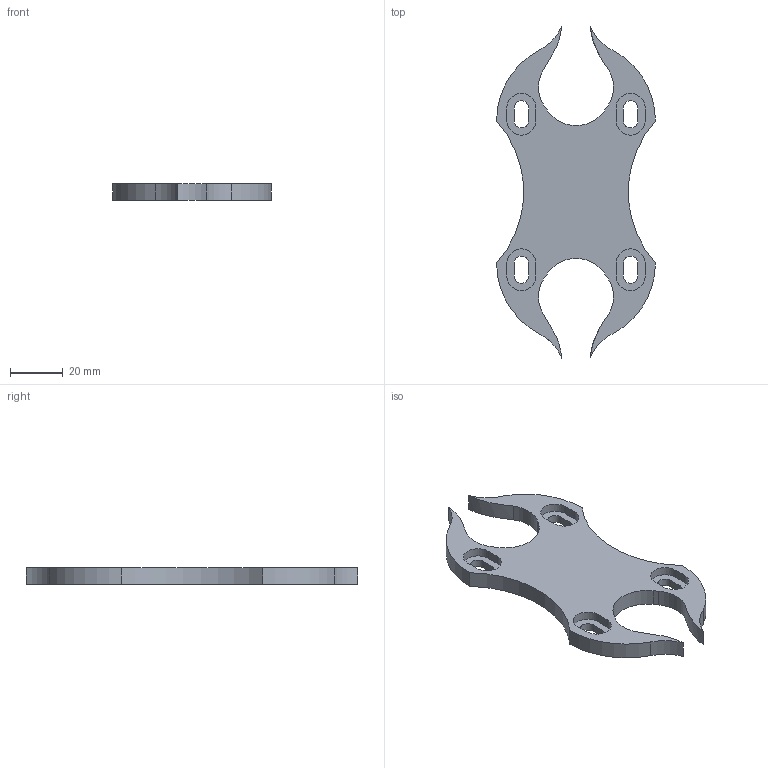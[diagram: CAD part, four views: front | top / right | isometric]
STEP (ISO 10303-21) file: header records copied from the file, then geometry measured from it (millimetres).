
FILE_DESCRIPTION(/* description */ (''),/* implementation_level */ '2;1');
FILE_NAME(/* name */ 'X-Brace_New_V2.step',/* time_stamp */ '2018-06-11T16:59:33-04:00',/* author */ (''),/* organization */ (''),/* preprocessor_version */ 'ST-DEVELOPER v17',/* originating_system */ 'Autodesk Translation Framework v7.1.0.215',/* authorisation */ '');
FILE_SCHEMA (('AUTOMOTIVE_DESIGN { 1 0 10303 214 3 1 1 }'));
Length unit declared in the file: millimetre
Products named in the file (1): New V2
Bounding box: 60 x 125.45 x 6.35 mm (x, y, z)
Volume: 22686.9 mm3; surface area: 11579.4 mm2
Topology: 1 solids, 1 shells, 64 faces, 174 edges, 116 vertices
Faces by surface type: cylinder 32, plane 28, bspline 4
Entity records: 2239 total; most frequent: CARTESIAN_POINT 543, DIRECTION 352, ORIENTED_EDGE 348, EDGE_CURVE 174, AXIS2_PLACEMENT_3D 125, VERTEX_POINT 116, LINE 102, VECTOR 102
